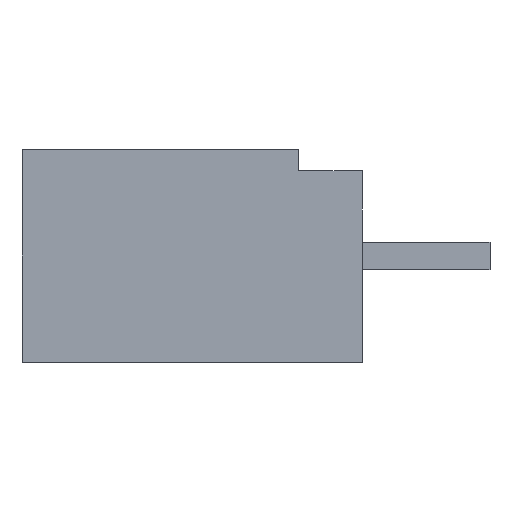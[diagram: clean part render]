
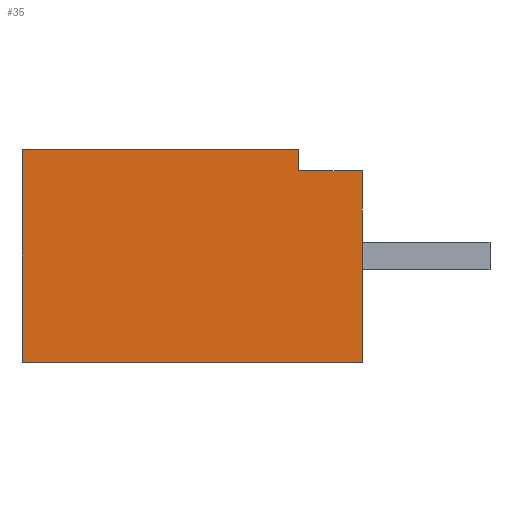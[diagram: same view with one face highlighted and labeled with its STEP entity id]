
A CAD part, left-side view. The second image highlights one B-rep face of the part: STEP entity #35.
In plain terms, the highlighted planar face has unit normal (-1, 0, 0).
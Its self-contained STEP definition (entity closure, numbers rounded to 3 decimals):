
#35 = ADVANCED_FACE ( 'NONE', ( #37 ), #1833, .F. ) ;
#37 = FACE_OUTER_BOUND ( 'NONE', #2263, .T. ) ;
#62 = VERTEX_POINT ( 'NONE', #647 ) ;
#94 = EDGE_CURVE ( 'NONE', #2025, #2440, #2512, .T. ) ;
#109 = DIRECTION ( 'NONE',  ( 0., 0., 1. ) ) ;
#136 = CARTESIAN_POINT ( 'NONE',  ( 0., 0., 0. ) ) ;
#160 = CARTESIAN_POINT ( 'NONE',  ( 0., 8., 0. ) ) ;
#195 = CARTESIAN_POINT ( 'NONE',  ( 0., 0., -5. ) ) ;
#258 = VECTOR ( 'NONE', #109, 1000. ) ;
#264 = LINE ( 'NONE', #2602, #533 ) ;
#343 = AXIS2_PLACEMENT_3D ( 'NONE', #988, #1387, #1590 ) ;
#407 = DIRECTION ( 'NONE',  ( 0., 1., 0. ) ) ;
#533 = VECTOR ( 'NONE', #1396, 1000. ) ;
#587 = VERTEX_POINT ( 'NONE', #195 ) ;
#647 = CARTESIAN_POINT ( 'NONE',  ( 0., 1.5, 0. ) ) ;
#829 = CARTESIAN_POINT ( 'NONE',  ( 0., 8., -5. ) ) ;
#881 = ORIENTED_EDGE ( 'NONE', *, *, #1478, .F. ) ;
#924 = ORIENTED_EDGE ( 'NONE', *, *, #1676, .T. ) ;
#963 = ORIENTED_EDGE ( 'NONE', *, *, #1584, .T. ) ;
#979 = LINE ( 'NONE', #160, #1781 ) ;
#988 = CARTESIAN_POINT ( 'NONE',  ( 0., 8., 0. ) ) ;
#1013 = ORIENTED_EDGE ( 'NONE', *, *, #94, .T. ) ;
#1029 = LINE ( 'NONE', #829, #1228 ) ;
#1191 = DIRECTION ( 'NONE',  ( 0., -1., 0. ) ) ;
#1222 = DIRECTION ( 'NONE',  ( 0., -1., 0. ) ) ;
#1228 = VECTOR ( 'NONE', #1222, 1000. ) ;
#1349 = LINE ( 'NONE', #2155, #258 ) ;
#1364 = VERTEX_POINT ( 'NONE', #1504 ) ;
#1387 = DIRECTION ( 'NONE',  ( 1., 0., 0. ) ) ;
#1396 = DIRECTION ( 'NONE',  ( 0., 0., 1. ) ) ;
#1478 = EDGE_CURVE ( 'NONE', #1364, #2322, #1349, .T. ) ;
#1504 = CARTESIAN_POINT ( 'NONE',  ( 0., 8., -5. ) ) ;
#1569 = ORIENTED_EDGE ( 'NONE', *, *, #1787, .F. ) ;
#1576 = DIRECTION ( 'NONE',  ( 0., 0., 1. ) ) ;
#1584 = EDGE_CURVE ( 'NONE', #2440, #62, #264, .T. ) ;
#1590 = DIRECTION ( 'NONE',  ( 0., 0., -1. ) ) ;
#1617 = ORIENTED_EDGE ( 'NONE', *, *, #2564, .T. ) ;
#1625 = CARTESIAN_POINT ( 'NONE',  ( 0., 0., -0.5 ) ) ;
#1636 = CARTESIAN_POINT ( 'NONE',  ( 0., 1.5, -0.5 ) ) ;
#1646 = LINE ( 'NONE', #136, #2647 ) ;
#1676 = EDGE_CURVE ( 'NONE', #587, #2025, #1646, .T. ) ;
#1781 = VECTOR ( 'NONE', #1191, 1000. ) ;
#1787 = EDGE_CURVE ( 'NONE', #2322, #62, #979, .T. ) ;
#1824 = CARTESIAN_POINT ( 'NONE',  ( 0., 8., 0. ) ) ;
#1833 = PLANE ( 'NONE',  #343 ) ;
#2025 = VERTEX_POINT ( 'NONE', #2527 ) ;
#2155 = CARTESIAN_POINT ( 'NONE',  ( 0., 8., 0. ) ) ;
#2263 = EDGE_LOOP ( 'NONE', ( #1013, #963, #1569, #881, #1617, #924 ) ) ;
#2322 = VERTEX_POINT ( 'NONE', #1824 ) ;
#2440 = VERTEX_POINT ( 'NONE', #1636 ) ;
#2512 = LINE ( 'NONE', #1625, #2629 ) ;
#2527 = CARTESIAN_POINT ( 'NONE',  ( 0., 0., -0.5 ) ) ;
#2564 = EDGE_CURVE ( 'NONE', #1364, #587, #1029, .T. ) ;
#2602 = CARTESIAN_POINT ( 'NONE',  ( 0., 1.5, 0. ) ) ;
#2629 = VECTOR ( 'NONE', #407, 1000. ) ;
#2647 = VECTOR ( 'NONE', #1576, 1000. ) ;
